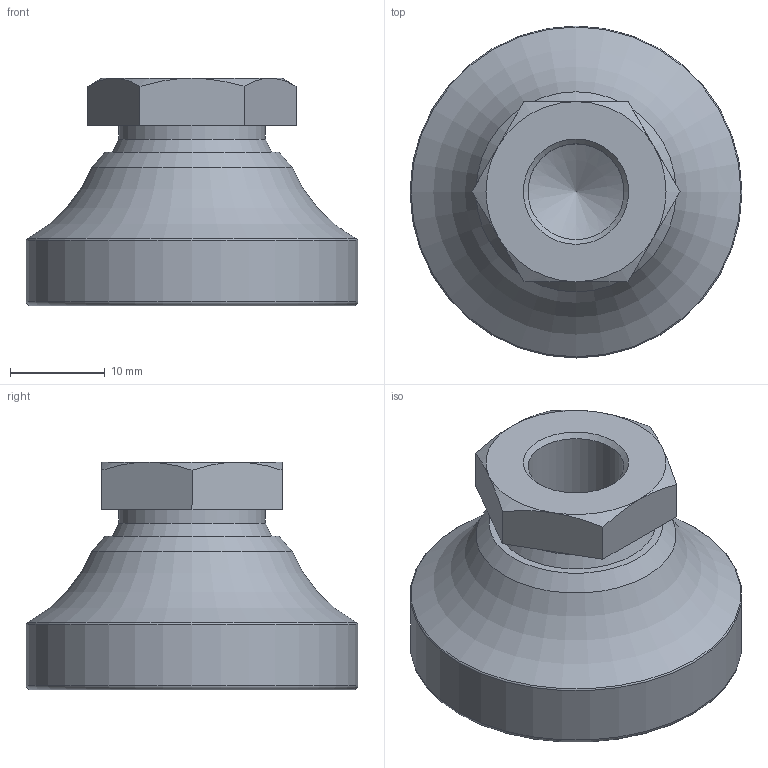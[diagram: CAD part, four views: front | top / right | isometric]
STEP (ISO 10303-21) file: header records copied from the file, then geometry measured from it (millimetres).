
FILE_DESCRIPTION( ( 'Unknown' ), '1' );
FILE_NAME( 'PT29-1219.stp', 'Unknown', ( 'Unknown' ), ( 'Unknown' ), 'XStep 1.0', 'Unknown', ' ' );
FILE_SCHEMA( ( 'CONFIG_CONTROL_DESIGN' ) );
Length unit declared in the file: millimetre
Products named in the file (1): 1
Bounding box: 35 x 35 x 24 mm (x, y, z)
Volume: 11900.8 mm3; surface area: 4109.2 mm2
Topology: 1 solids, 1 shells, 28 faces, 59 edges, 36 vertices
Faces by surface type: plane 11, cone 10, cylinder 3, torus 3, sphere 1
Full cylindrical faces by diameter (mm): 10.106 x1, 15.5 x1, 35 x1
Entity records: 748 total; most frequent: CARTESIAN_POINT 178, DIRECTION 110, ORIENTED_EDGE 88, AXIS2_PLACEMENT_3D 49, EDGE_CURVE 44, EDGE_LOOP 42, FACE_OUTER_BOUND 35, VERTEX_POINT 33
